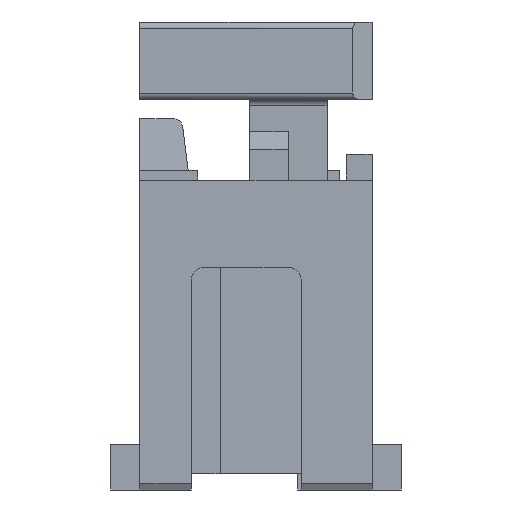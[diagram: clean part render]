
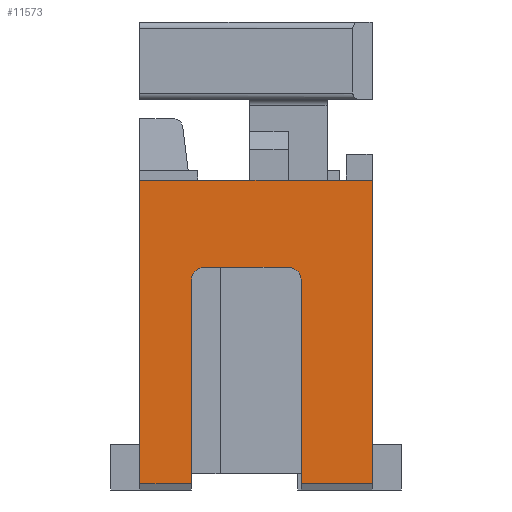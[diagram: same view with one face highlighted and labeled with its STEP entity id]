
A CAD part, left-side view. The second image highlights one B-rep face of the part: STEP entity #11573.
In plain terms, the highlighted planar face has unit normal (-1, 0, 0).
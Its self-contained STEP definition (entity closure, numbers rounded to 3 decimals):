
#6783=CARTESIAN_POINT('',(-6.425,1.8,4.8));
#6784=VERTEX_POINT('',#6783);
#6791=CARTESIAN_POINT('',(-6.425,-1.8,4.8));
#6792=VERTEX_POINT('',#6791);
#6793=CARTESIAN_POINT('',(-6.425,-1.8,4.8));
#6794=DIRECTION('',(0.0,1.0,0.0));
#6795=VECTOR('',#6794,3.6);
#6796=LINE('',#6793,#6795);
#6797=EDGE_CURVE('',#6792,#6784,#6796,.T.);
#11493=CARTESIAN_POINT('',(-6.425,-1.98,-0.135));
#11494=DIRECTION('',(1.0,0.0,0.0));
#11495=DIRECTION('',(0.0,1.0,0.0));
#11496=AXIS2_PLACEMENT_3D('',#11493,#11494,#11495);
#11497=PLANE('',#11496);
#11498=CARTESIAN_POINT('',(-6.425,-0.7,3.25));
#11499=VERTEX_POINT('',#11498);
#11500=CARTESIAN_POINT('',(-6.425,-0.7,0.1));
#11501=VERTEX_POINT('',#11500);
#11502=CARTESIAN_POINT('',(-6.425,-0.7,3.25));
#11503=DIRECTION('',(0.0,0.0,-1.0));
#11504=VECTOR('',#11503,3.15);
#11505=LINE('',#11502,#11504);
#11506=EDGE_CURVE('',#11499,#11501,#11505,.T.);
#11507=ORIENTED_EDGE('',*,*,#11506,.T.);
#11508=CARTESIAN_POINT('',(-6.425,-1.8,0.1));
#11509=VERTEX_POINT('',#11508);
#11510=CARTESIAN_POINT('',(-6.425,-1.8,0.1));
#11511=DIRECTION('',(0.0,1.0,0.0));
#11512=VECTOR('',#11511,1.1);
#11513=LINE('',#11510,#11512);
#11514=EDGE_CURVE('',#11509,#11501,#11513,.T.);
#11515=ORIENTED_EDGE('',*,*,#11514,.F.);
#11516=CARTESIAN_POINT('',(-6.425,-1.8,4.8));
#11517=DIRECTION('',(0.0,0.0,-1.0));
#11518=VECTOR('',#11517,4.7);
#11519=LINE('',#11516,#11518);
#11520=EDGE_CURVE('',#6792,#11509,#11519,.T.);
#11521=ORIENTED_EDGE('',*,*,#11520,.F.);
#11522=ORIENTED_EDGE('',*,*,#6797,.T.);
#11523=CARTESIAN_POINT('',(-6.425,1.8,0.1));
#11524=VERTEX_POINT('',#11523);
#11525=CARTESIAN_POINT('',(-6.425,1.8,0.1));
#11526=DIRECTION('',(0.0,0.0,1.0));
#11527=VECTOR('',#11526,4.7);
#11528=LINE('',#11525,#11527);
#11529=EDGE_CURVE('',#11524,#6784,#11528,.T.);
#11530=ORIENTED_EDGE('',*,*,#11529,.F.);
#11531=CARTESIAN_POINT('',(-6.425,1.,0.1));
#11532=VERTEX_POINT('',#11531);
#11533=CARTESIAN_POINT('',(-6.425,1.,0.1));
#11534=DIRECTION('',(0.0,1.0,0.0));
#11535=VECTOR('',#11534,0.8);
#11536=LINE('',#11533,#11535);
#11537=EDGE_CURVE('',#11532,#11524,#11536,.T.);
#11538=ORIENTED_EDGE('',*,*,#11537,.F.);
#11539=CARTESIAN_POINT('',(-6.425,1.,3.25));
#11540=VERTEX_POINT('',#11539);
#11541=CARTESIAN_POINT('',(-6.425,1.,0.1));
#11542=DIRECTION('',(0.0,0.0,1.0));
#11543=VECTOR('',#11542,3.15);
#11544=LINE('',#11541,#11543);
#11545=EDGE_CURVE('',#11532,#11540,#11544,.T.);
#11546=ORIENTED_EDGE('',*,*,#11545,.T.);
#11547=CARTESIAN_POINT('',(-6.425,0.8,3.45));
#11548=VERTEX_POINT('',#11547);
#11549=CARTESIAN_POINT('',(-6.425,0.8,3.25));
#11550=DIRECTION('',(-1.0,0.0,0.0));
#11551=DIRECTION('',(0.0,0.0,1.0));
#11552=AXIS2_PLACEMENT_3D('',#11549,#11550,#11551);
#11553=CIRCLE('',#11552,0.2);
#11554=EDGE_CURVE('',#11548,#11540,#11553,.T.);
#11555=ORIENTED_EDGE('',*,*,#11554,.F.);
#11556=CARTESIAN_POINT('',(-6.425,-0.5,3.45));
#11557=VERTEX_POINT('',#11556);
#11558=CARTESIAN_POINT('',(-6.425,-0.5,3.45));
#11559=DIRECTION('',(0.0,1.0,0.0));
#11560=VECTOR('',#11559,1.3);
#11561=LINE('',#11558,#11560);
#11562=EDGE_CURVE('',#11557,#11548,#11561,.T.);
#11563=ORIENTED_EDGE('',*,*,#11562,.F.);
#11564=CARTESIAN_POINT('',(-6.425,-0.5,3.25));
#11565=DIRECTION('',(-1.0,0.0,0.0));
#11566=DIRECTION('',(0.0,-1.0,0.0));
#11567=AXIS2_PLACEMENT_3D('',#11564,#11565,#11566);
#11568=CIRCLE('',#11567,0.2);
#11569=EDGE_CURVE('',#11499,#11557,#11568,.T.);
#11570=ORIENTED_EDGE('',*,*,#11569,.F.);
#11571=EDGE_LOOP('',(#11507,#11515,#11521,#11522,#11530,#11538,#11546,#11555,#11563,#11570));
#11572=FACE_OUTER_BOUND('',#11571,.T.);
#11573=ADVANCED_FACE('',(#11572),#11497,.F.);
